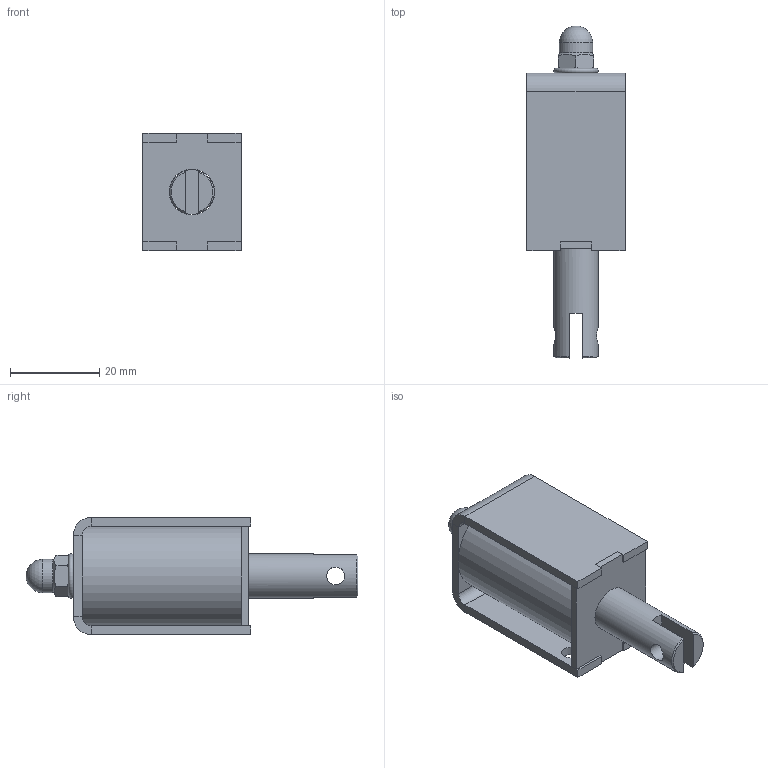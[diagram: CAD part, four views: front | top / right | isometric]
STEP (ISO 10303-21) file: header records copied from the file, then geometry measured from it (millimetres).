
FILE_DESCRIPTION(('STEP AP203'), '1');
FILE_NAME('Solenoid', '2024-11-03T14:38:44', ('Ivan'), (''), 'C3D Converter', 'C3D Toolkit', '');
FILE_SCHEMA(('CONFIG_CONTROL_DESIGN'));
Length unit declared in the file: millimetre
Assembly tree (2 placements, depth 2):
  (unnamed)
    (unnamed)
    (unnamed)
Bounding box: 22.3 x 74.4 x 26.3 mm (x, y, z)
Volume: 20788 mm3; surface area: 12882.4 mm2
Topology: 6 solids, 6 shells, 79 faces, 187 edges, 117 vertices
Faces by surface type: plane 56, cylinder 15, cone 6, torus 1, sphere 1
Full cylindrical faces by diameter (mm): 4 x4, 4.134 x1, 7.5 x1, 10 x1, 10.2 x3, 22.3 x1
Entity records: 3921 total; most frequent: CARTESIAN_POINT 1362, DIRECTION 348, ORIENTED_EDGE 332, EDGE_CURVE 166, AXIS2_PLACEMENT_3D 119, VERTEX_POINT 114, LINE 110, VECTOR 110
